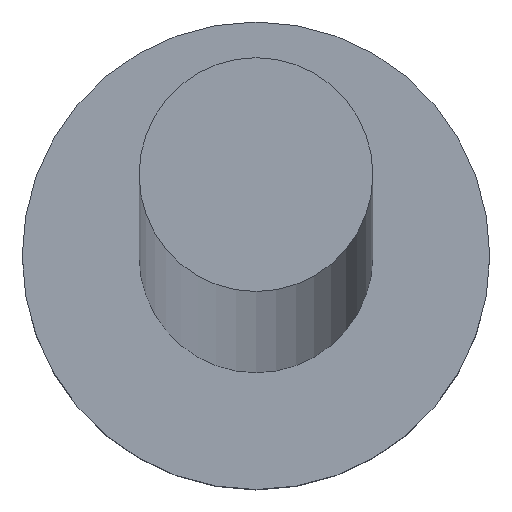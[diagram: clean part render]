
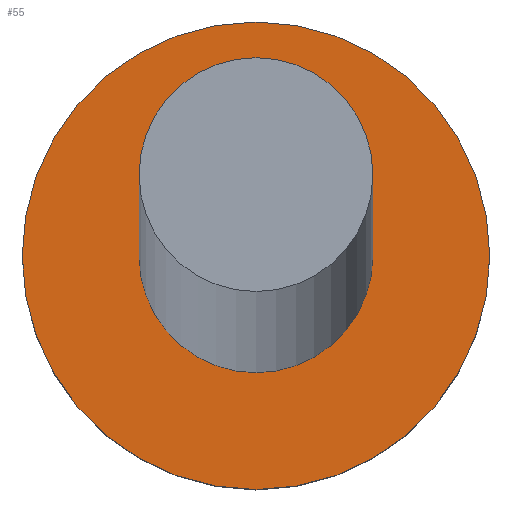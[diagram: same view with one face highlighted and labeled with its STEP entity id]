
A CAD part, top view. The second image highlights one B-rep face of the part: STEP entity #55.
In plain terms, the highlighted planar face has unit normal (0, 0, 1).
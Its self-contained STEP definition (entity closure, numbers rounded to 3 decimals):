
#21 = AXIS2_PLACEMENT_3D ( 'NONE', #79, #184, #228 ) ;
#26 = VERTEX_POINT ( 'NONE', #179 ) ;
#35 = DIRECTION ( 'NONE',  ( 0., 0., 1. ) ) ;
#37 = DIRECTION ( 'NONE',  ( 1., 0., 0. ) ) ;
#45 = DIRECTION ( 'NONE',  ( 1., 0., 0. ) ) ;
#50 = PLANE ( 'NONE',  #187 ) ;
#51 = CARTESIAN_POINT ( 'NONE',  ( 0., 0., 2. ) ) ;
#55 = ADVANCED_FACE ( 'NONE', ( #226, #106 ), #50, .T. ) ;
#71 = AXIS2_PLACEMENT_3D ( 'NONE', #51, #35, #119 ) ;
#79 = CARTESIAN_POINT ( 'NONE',  ( 0., 0., 2. ) ) ;
#85 = AXIS2_PLACEMENT_3D ( 'NONE', #186, #213, #37 ) ;
#91 = ORIENTED_EDGE ( 'NONE', *, *, #157, .F. ) ;
#92 = EDGE_LOOP ( 'NONE', ( #183, #91 ) ) ;
#94 = EDGE_LOOP ( 'NONE', ( #166, #180 ) ) ;
#95 = CIRCLE ( 'NONE', #71, 2. ) ;
#97 = CARTESIAN_POINT ( 'NONE',  ( 1., 0., 2. ) ) ;
#98 = CARTESIAN_POINT ( 'NONE',  ( -2., 0., 2. ) ) ;
#99 = VERTEX_POINT ( 'NONE', #97 ) ;
#106 = FACE_OUTER_BOUND ( 'NONE', #94, .T. ) ;
#111 = CARTESIAN_POINT ( 'NONE',  ( -1., 0., 2. ) ) ;
#119 = DIRECTION ( 'NONE',  ( 1., 0., 0. ) ) ;
#147 = CARTESIAN_POINT ( 'NONE',  ( 0., 0., 2. ) ) ;
#157 = EDGE_CURVE ( 'NONE', #99, #224, #237, .T. ) ;
#158 = CIRCLE ( 'NONE', #193, 1. ) ;
#166 = ORIENTED_EDGE ( 'NONE', *, *, #189, .T. ) ;
#179 = CARTESIAN_POINT ( 'NONE',  ( 2., 0., 2. ) ) ;
#180 = ORIENTED_EDGE ( 'NONE', *, *, #197, .T. ) ;
#183 = ORIENTED_EDGE ( 'NONE', *, *, #227, .F. ) ;
#184 = DIRECTION ( 'NONE',  ( 0., 0., 1. ) ) ;
#186 = CARTESIAN_POINT ( 'NONE',  ( 0., 0., 2. ) ) ;
#187 = AXIS2_PLACEMENT_3D ( 'NONE', #147, #241, #255 ) ;
#189 = EDGE_CURVE ( 'NONE', #254, #26, #222, .T. ) ;
#193 = AXIS2_PLACEMENT_3D ( 'NONE', #244, #206, #45 ) ;
#197 = EDGE_CURVE ( 'NONE', #26, #254, #95, .T. ) ;
#206 = DIRECTION ( 'NONE',  ( 0., 0., 1. ) ) ;
#213 = DIRECTION ( 'NONE',  ( 0., 0., 1. ) ) ;
#222 = CIRCLE ( 'NONE', #21, 2. ) ;
#224 = VERTEX_POINT ( 'NONE', #111 ) ;
#226 = FACE_BOUND ( 'NONE', #92, .T. ) ;
#227 = EDGE_CURVE ( 'NONE', #224, #99, #158, .T. ) ;
#228 = DIRECTION ( 'NONE',  ( 1., 0., 0. ) ) ;
#237 = CIRCLE ( 'NONE', #85, 1. ) ;
#241 = DIRECTION ( 'NONE',  ( 0., 0., 1. ) ) ;
#244 = CARTESIAN_POINT ( 'NONE',  ( 0., 0., 2. ) ) ;
#254 = VERTEX_POINT ( 'NONE', #98 ) ;
#255 = DIRECTION ( 'NONE',  ( 1., 0., 0. ) ) ;
